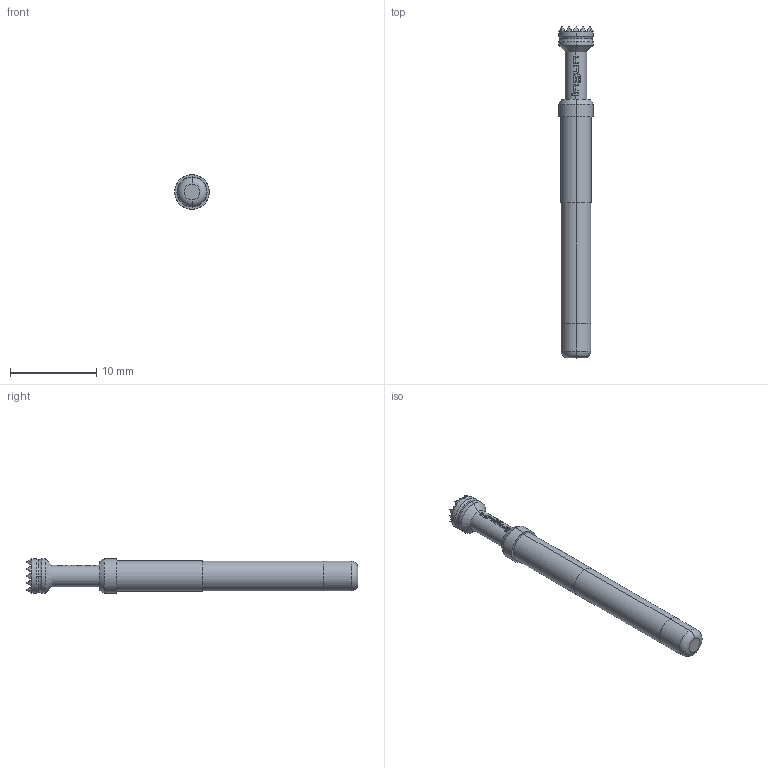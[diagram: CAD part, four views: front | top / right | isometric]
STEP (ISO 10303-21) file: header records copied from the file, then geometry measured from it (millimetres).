
FILE_DESCRIPTION (( 'STEP AP203' ), '1' );
FILE_NAME ('INGUN_HSS-150_306_400_A_xx02.STEP', '2021-01-18T10:21:22', ( '' ), ( '' ), 'SwSTEP 2.0', 'SolidWorks 2018', '' );
FILE_SCHEMA (( 'CONFIG_CONTROL_DESIGN' ));
Length unit declared in the file: millimetre
Products named in the file (1): INGUN_HSS-150_306_400_A_xx02
Bounding box: 4 x 38.5 x 4 mm (x, y, z)
Volume: 343.2 mm3; surface area: 444.1 mm2
Topology: 1 solids, 1 shells, 222 faces, 534 edges, 319 vertices
Faces by surface type: plane 122, bspline 37, cylinder 33, cone 24, torus 6
Entity records: 7445 total; most frequent: CARTESIAN_POINT 3025, ORIENTED_EDGE 1068, DIRECTION 660, EDGE_CURVE 534, VERTEX_POINT 319, AXIS2_PLACEMENT_3D 248, EDGE_LOOP 227, ADVANCED_FACE 222
